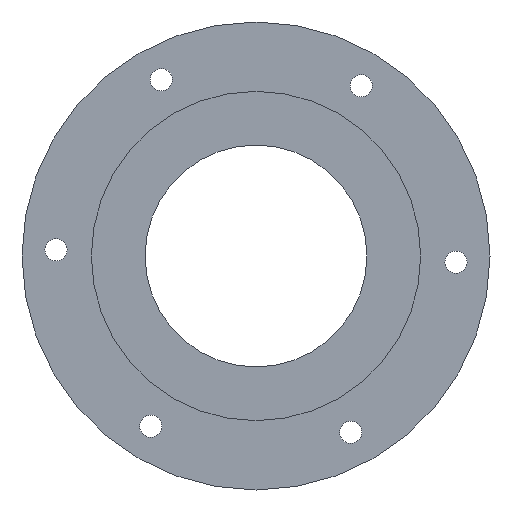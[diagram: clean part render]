
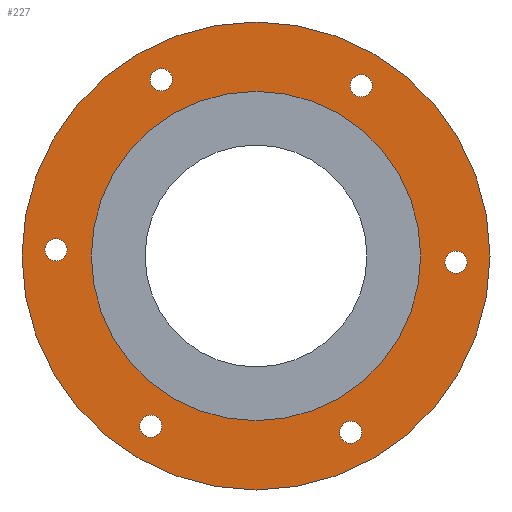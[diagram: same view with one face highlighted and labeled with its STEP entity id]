
A CAD part, left-side view. The second image highlights one B-rep face of the part: STEP entity #227.
In plain terms, the highlighted planar face has unit normal (-1, 0, 0).
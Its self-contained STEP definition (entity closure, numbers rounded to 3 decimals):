
#23=FACE_BOUND('',#65,.T.);
#24=FACE_BOUND('',#66,.T.);
#25=FACE_BOUND('',#67,.T.);
#26=FACE_BOUND('',#68,.T.);
#27=FACE_BOUND('',#69,.T.);
#28=FACE_BOUND('',#70,.T.);
#29=FACE_BOUND('',#71,.T.);
#32=PLANE('',#271);
#44=FACE_OUTER_BOUND('',#64,.T.);
#64=EDGE_LOOP('',(#199));
#65=EDGE_LOOP('',(#200));
#66=EDGE_LOOP('',(#201));
#67=EDGE_LOOP('',(#202));
#68=EDGE_LOOP('',(#203));
#69=EDGE_LOOP('',(#204));
#70=EDGE_LOOP('',(#205));
#71=EDGE_LOOP('',(#206));
#92=CIRCLE('',#246,23.75);
#95=CIRCLE('',#251,1.6);
#97=CIRCLE('',#254,1.6);
#99=CIRCLE('',#257,1.6);
#101=CIRCLE('',#260,1.6);
#103=CIRCLE('',#263,1.6);
#105=CIRCLE('',#266,1.6);
#107=CIRCLE('',#269,33.75);
#110=VERTEX_POINT('',#351);
#113=VERTEX_POINT('',#360);
#115=VERTEX_POINT('',#366);
#117=VERTEX_POINT('',#372);
#119=VERTEX_POINT('',#378);
#121=VERTEX_POINT('',#384);
#123=VERTEX_POINT('',#390);
#125=VERTEX_POINT('',#396);
#129=EDGE_CURVE('',#110,#110,#92,.T.);
#134=EDGE_CURVE('',#113,#113,#95,.T.);
#137=EDGE_CURVE('',#115,#115,#97,.T.);
#140=EDGE_CURVE('',#117,#117,#99,.T.);
#143=EDGE_CURVE('',#119,#119,#101,.T.);
#146=EDGE_CURVE('',#121,#121,#103,.T.);
#149=EDGE_CURVE('',#123,#123,#105,.T.);
#152=EDGE_CURVE('',#125,#125,#107,.T.);
#199=ORIENTED_EDGE('',*,*,#152,.F.);
#200=ORIENTED_EDGE('',*,*,#129,.T.);
#201=ORIENTED_EDGE('',*,*,#149,.F.);
#202=ORIENTED_EDGE('',*,*,#146,.F.);
#203=ORIENTED_EDGE('',*,*,#143,.F.);
#204=ORIENTED_EDGE('',*,*,#140,.F.);
#205=ORIENTED_EDGE('',*,*,#137,.F.);
#206=ORIENTED_EDGE('',*,*,#134,.F.);
#227=ADVANCED_FACE('',(#44,#23,#24,#25,#26,#27,#28,#29),#32,.F.);
#246=AXIS2_PLACEMENT_3D('',#352,#283,#284);
#251=AXIS2_PLACEMENT_3D('',#362,#295,#296);
#254=AXIS2_PLACEMENT_3D('',#368,#302,#303);
#257=AXIS2_PLACEMENT_3D('',#374,#309,#310);
#260=AXIS2_PLACEMENT_3D('',#380,#316,#317);
#263=AXIS2_PLACEMENT_3D('',#386,#323,#324);
#266=AXIS2_PLACEMENT_3D('',#392,#330,#331);
#269=AXIS2_PLACEMENT_3D('',#398,#337,#338);
#271=AXIS2_PLACEMENT_3D('',#400,#341,#342);
#283=DIRECTION('center_axis',(1.,0.,0.));
#284=DIRECTION('ref_axis',(0.,1.,0.));
#295=DIRECTION('center_axis',(-1.,0.,0.));
#296=DIRECTION('ref_axis',(0.,1.,0.));
#302=DIRECTION('center_axis',(-1.,0.,0.));
#303=DIRECTION('ref_axis',(0.,1.,0.));
#309=DIRECTION('center_axis',(-1.,0.,0.));
#310=DIRECTION('ref_axis',(0.,1.,0.));
#316=DIRECTION('center_axis',(-1.,0.,0.));
#317=DIRECTION('ref_axis',(0.,1.,0.));
#323=DIRECTION('center_axis',(-1.,0.,0.));
#324=DIRECTION('ref_axis',(0.,1.,0.));
#330=DIRECTION('center_axis',(-1.,0.,0.));
#331=DIRECTION('ref_axis',(0.,1.,0.));
#337=DIRECTION('center_axis',(1.,0.,0.));
#338=DIRECTION('ref_axis',(0.,1.,0.));
#341=DIRECTION('center_axis',(1.,0.,0.));
#342=DIRECTION('ref_axis',(0.,1.,0.));
#351=CARTESIAN_POINT('',(-576.,183.611,25.195));
#352=CARTESIAN_POINT('Origin',(-576.,207.361,25.195));
#360=CARTESIAN_POINT('',(-576.,220.96,0.653));
#362=CARTESIAN_POINT('Origin',(-576.,222.56,0.653));
#366=CARTESIAN_POINT('',(-576.,234.615,26.086));
#368=CARTESIAN_POINT('Origin',(-576.,236.215,26.086));
#372=CARTESIAN_POINT('',(-576.,190.562,49.737));
#374=CARTESIAN_POINT('Origin',(-576.,192.162,49.737));
#378=CARTESIAN_POINT('',(-576.,176.908,24.303));
#380=CARTESIAN_POINT('Origin',(-576.,178.508,24.303));
#384=CARTESIAN_POINT('',(-576.,219.416,50.629));
#386=CARTESIAN_POINT('Origin',(-576.,221.016,50.629));
#390=CARTESIAN_POINT('',(-576.,192.107,-0.239));
#392=CARTESIAN_POINT('Origin',(-576.,193.707,-0.239));
#396=CARTESIAN_POINT('',(-576.,173.611,25.195));
#398=CARTESIAN_POINT('Origin',(-576.,207.361,25.195));
#400=CARTESIAN_POINT('Origin',(-576.,207.361,25.195));
